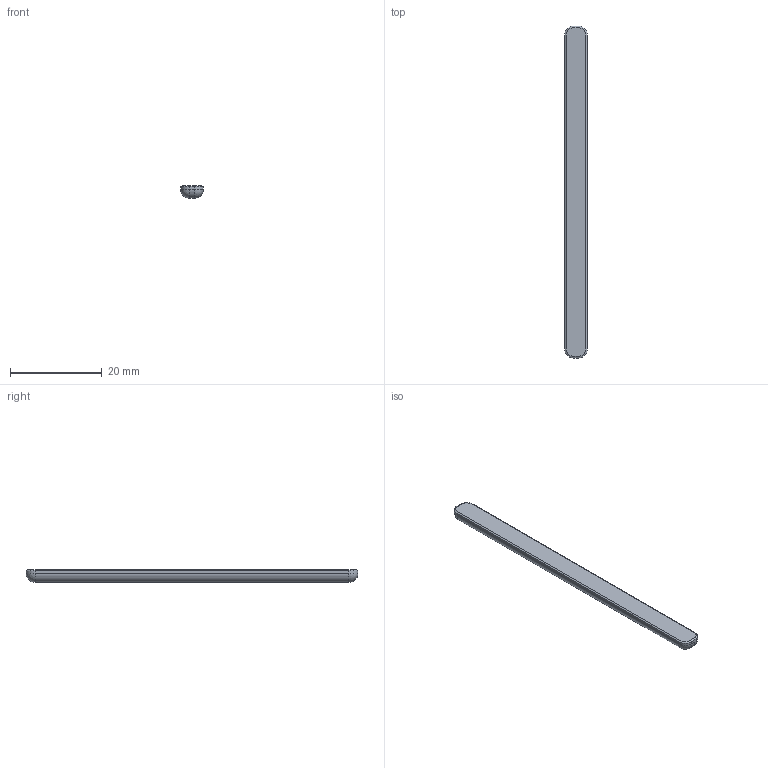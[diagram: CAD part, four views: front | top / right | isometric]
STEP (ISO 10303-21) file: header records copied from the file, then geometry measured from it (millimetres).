
FILE_DESCRIPTION(/* description */ ('STEP AP242','CAx-IF Rec.Pracs.---Representation and Presentation of Product Manufacturing Information (PMI)---4.0---2014-10-13','CAx-IF Rec.Pracs.---3D Tessellated Geometry---0.4---2014-09-14','2;1'),/* implementation_level */ '2;1');
FILE_NAME(/* name */ '659fa5cdab4d6a061adafaa5',/* time_stamp */ '2024-01-11T08:24:46Z',/* author */ (''),/* organization */ (''),/* preprocessor_version */ 'ST-DEVELOPER v19.4',/* originating_system */ ' ',/* authorisation */ ' ');
FILE_SCHEMA (('AP242_MANAGED_MODEL_BASED_3D_ENGINEERING_MIM_LF { 1 0 10303 442 1 1 4 }'));
Length unit declared in the file: metre
Products named in the file (1): FootLowR
Bounding box: 5 x 72.55 x 2.8 mm (x, y, z)
Volume: 873.1 mm3; surface area: 989.1 mm2
Topology: 1 solids, 1 shells, 26 faces, 56 edges, 28 vertices
Faces by surface type: plane 10, cylinder 8, sphere 4, cone 4
Entity records: 678 total; most frequent: DIRECTION 126, CARTESIAN_POINT 107, ORIENTED_EDGE 104, EDGE_CURVE 52, AXIS2_PLACEMENT_3D 47, LINE 32, VECTOR 32, VERTEX_POINT 28
